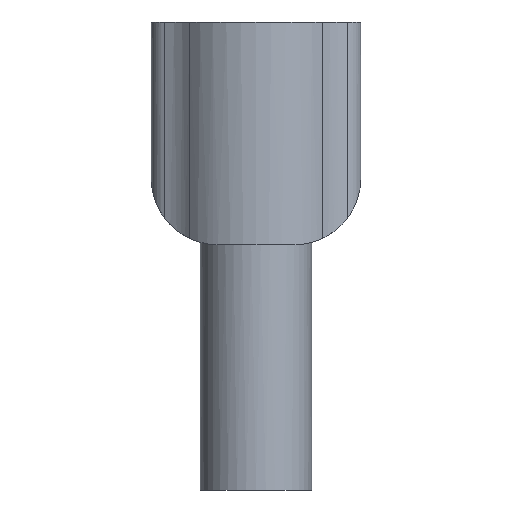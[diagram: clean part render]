
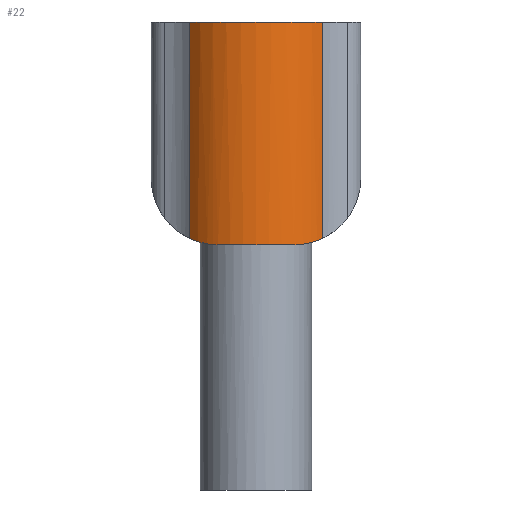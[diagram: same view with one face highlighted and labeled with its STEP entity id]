
A CAD part, front view. The second image highlights one B-rep face of the part: STEP entity #22.
In plain terms, the highlighted cylindrical face has radius 4.953 mm (diameter 9.906 mm), a partial arc.
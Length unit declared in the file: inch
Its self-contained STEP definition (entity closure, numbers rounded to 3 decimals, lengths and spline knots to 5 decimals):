
#14 = CARTESIAN_POINT ( 'NONE',  ( 0.14918, -0.12558, 0. ) ) ;
#22 = ADVANCED_FACE ( 'NONE', ( #2018 ), #1119, .T. ) ;
#87 = B_SPLINE_CURVE_WITH_KNOTS ( 'NONE', 3,
 ( #471, #1378, #1585, #2682, #934, #690 ),
 .UNSPECIFIED., .F., .F.,
 ( 4, 2, 4 ),
 ( 0., 0.00105, 0.0021 ),
 .UNSPECIFIED. ) ;
#156 = ORIENTED_EDGE ( 'NONE', *, *, #2474, .T. ) ;
#195 = VERTEX_POINT ( 'NONE', #1883 ) ;
#199 = CARTESIAN_POINT ( 'NONE',  ( -0.10919, -0.16171, -0.49816 ) ) ;
#258 = ORIENTED_EDGE ( 'NONE', *, *, #880, .T. ) ;
#425 = CARTESIAN_POINT ( 'NONE',  ( -0.085, -0.1755, -0.5 ) ) ;
#435 = AXIS2_PLACEMENT_3D ( 'NONE', #1805, #1401, #1393 ) ;
#440 = EDGE_CURVE ( 'NONE', #875, #2274, #1645, .T. ) ;
#471 = CARTESIAN_POINT ( 'NONE',  ( 0.085, -0.1755, -0.5 ) ) ;
#547 = DIRECTION ( 'NONE',  ( 0., 0., 1. ) ) ;
#597 = CARTESIAN_POINT ( 'NONE',  ( 0.085, -0.1755, -0.5 ) ) ;
#690 = CARTESIAN_POINT ( 'NONE',  ( 0.14918, -0.12558, -0.48558 ) ) ;
#848 = CARTESIAN_POINT ( 'NONE',  ( -0.14056, -0.13581, -0.48965 ) ) ;
#869 = VERTEX_POINT ( 'NONE', #14 ) ;
#875 = VERTEX_POINT ( 'NONE', #2541 ) ;
#880 = EDGE_CURVE ( 'NONE', #2110, #2081, #87, .T. ) ;
#934 = CARTESIAN_POINT ( 'NONE',  ( 0.14055, -0.13583, -0.48966 ) ) ;
#971 = EDGE_CURVE ( 'NONE', #2081, #869, #2280, .T. ) ;
#1001 = CARTESIAN_POINT ( 'NONE',  ( 0.14918, -0.12558, -0.5 ) ) ;
#1039 = B_SPLINE_CURVE_WITH_KNOTS ( 'NONE', 3,
 ( #2430, #848, #1320, #1326, #199, #1291, #2423, #425 ),
 .UNSPECIFIED., .F., .F.,
 ( 4, 2, 2, 4 ),
 ( 0., 0.00105, 0.00158, 0.00211 ),
 .UNSPECIFIED. ) ;
#1064 = CARTESIAN_POINT ( 'NONE',  ( -0.14918, -0.12558, -0.48558 ) ) ;
#1119 = CYLINDRICAL_SURFACE ( 'NONE', #435, 0.195 ) ;
#1123 = DIRECTION ( 'NONE',  ( 0., 0., -1. ) ) ;
#1194 = AXIS2_PLACEMENT_3D ( 'NONE', #1863, #547, #2079 ) ;
#1202 = CIRCLE ( 'NONE', #1194, 0.195 ) ;
#1255 = DIRECTION ( 'NONE',  ( 0., 0., 1. ) ) ;
#1291 = CARTESIAN_POINT ( 'NONE',  ( -0.0974, -0.16907, -0.4996 ) ) ;
#1320 = CARTESIAN_POINT ( 'NONE',  ( -0.13096, -0.14512, -0.49321 ) ) ;
#1326 = CARTESIAN_POINT ( 'NONE',  ( -0.11487, -0.15772, -0.4971 ) ) ;
#1363 = DIRECTION ( 'NONE',  ( 0., 0., 1. ) ) ;
#1378 = CARTESIAN_POINT ( 'NONE',  ( 0.09765, -0.16937, -0.5 ) ) ;
#1393 = DIRECTION ( 'NONE',  ( 1., 0., 0. ) ) ;
#1401 = DIRECTION ( 'NONE',  ( 0., 0., 1. ) ) ;
#1441 = EDGE_LOOP ( 'NONE', ( #2585, #2053, #156, #258, #2621, #1994 ) ) ;
#1518 = CIRCLE ( 'NONE', #2063, 0.195 ) ;
#1585 = CARTESIAN_POINT ( 'NONE',  ( 0.10927, -0.16208, -0.49843 ) ) ;
#1590 = CARTESIAN_POINT ( 'NONE',  ( -0.14918, -0.12558, -0.5 ) ) ;
#1645 = LINE ( 'NONE', #1590, #2093 ) ;
#1805 = CARTESIAN_POINT ( 'NONE',  ( 0., 0., -0.5 ) ) ;
#1863 = CARTESIAN_POINT ( 'NONE',  ( 0., 0., -0.5 ) ) ;
#1883 = CARTESIAN_POINT ( 'NONE',  ( -0.085, -0.1755, -0.5 ) ) ;
#1994 = ORIENTED_EDGE ( 'NONE', *, *, #2759, .F. ) ;
#2018 = FACE_OUTER_BOUND ( 'NONE', #1441, .T. ) ;
#2053 = ORIENTED_EDGE ( 'NONE', *, *, #2251, .T. ) ;
#2054 = VECTOR ( 'NONE', #1255, 39.37008 ) ;
#2063 = AXIS2_PLACEMENT_3D ( 'NONE', #2901, #1363, #2261 ) ;
#2079 = DIRECTION ( 'NONE',  ( 1., 0., 0. ) ) ;
#2081 = VERTEX_POINT ( 'NONE', #2801 ) ;
#2093 = VECTOR ( 'NONE', #1123, 39.37008 ) ;
#2110 = VERTEX_POINT ( 'NONE', #597 ) ;
#2251 = EDGE_CURVE ( 'NONE', #2274, #195, #1039, .T. ) ;
#2261 = DIRECTION ( 'NONE',  ( 1., 0., 0. ) ) ;
#2274 = VERTEX_POINT ( 'NONE', #1064 ) ;
#2280 = LINE ( 'NONE', #1001, #2054 ) ;
#2423 = CARTESIAN_POINT ( 'NONE',  ( -0.09131, -0.17244, -0.5 ) ) ;
#2430 = CARTESIAN_POINT ( 'NONE',  ( -0.14918, -0.12558, -0.48558 ) ) ;
#2474 = EDGE_CURVE ( 'NONE', #195, #2110, #1202, .T. ) ;
#2541 = CARTESIAN_POINT ( 'NONE',  ( -0.14918, -0.12558, 0. ) ) ;
#2585 = ORIENTED_EDGE ( 'NONE', *, *, #440, .T. ) ;
#2621 = ORIENTED_EDGE ( 'NONE', *, *, #971, .T. ) ;
#2682 = CARTESIAN_POINT ( 'NONE',  ( 0.13074, -0.14532, -0.49328 ) ) ;
#2759 = EDGE_CURVE ( 'NONE', #875, #869, #1518, .T. ) ;
#2801 = CARTESIAN_POINT ( 'NONE',  ( 0.14918, -0.12558, -0.48558 ) ) ;
#2901 = CARTESIAN_POINT ( 'NONE',  ( 0., 0., 0. ) ) ;
